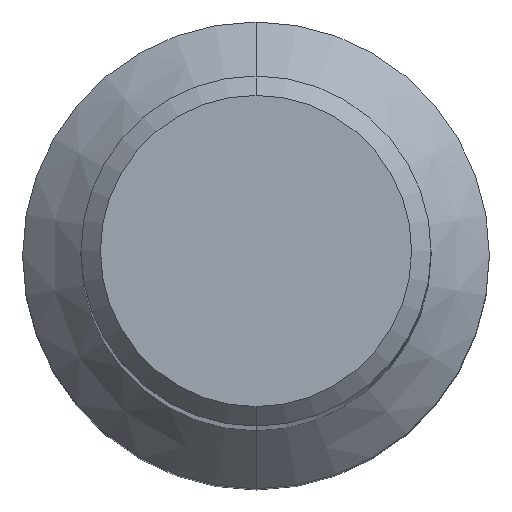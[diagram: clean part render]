
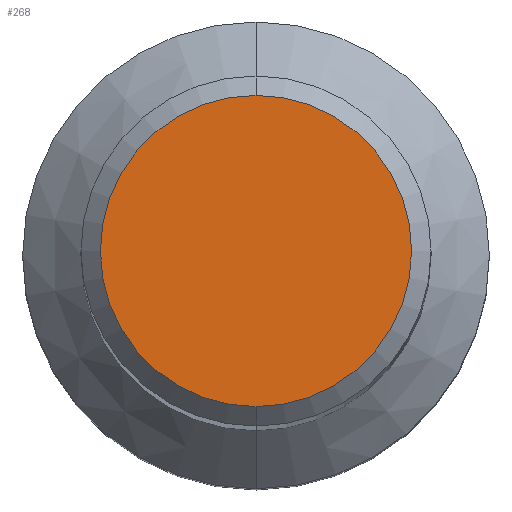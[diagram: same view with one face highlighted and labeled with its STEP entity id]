
A CAD part, top view. The second image highlights one B-rep face of the part: STEP entity #268.
In plain terms, the highlighted planar face has unit normal (0, 0, 1).
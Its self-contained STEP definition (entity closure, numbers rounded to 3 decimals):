
#136=EDGE_CURVE('',#286,#150,#356,.T.);
#150=VERTEX_POINT('',#372);
#268=ADVANCED_FACE('',(#504),#505,.T.);
#286=VERTEX_POINT('',#525);
#326=EDGE_CURVE('',#150,#286,#570,.T.);
#356=CIRCLE('',#593,4.0);
#372=CARTESIAN_POINT('',(0.0,4.0,0.0));
#504=FACE_OUTER_BOUND('',#781,.T.);
#505=PLANE('',#782);
#525=CARTESIAN_POINT('',(0.,-4.0,0.0));
#570=CIRCLE('',#869,4.0);
#593=AXIS2_PLACEMENT_3D('',#890,#891,#892);
#781=EDGE_LOOP('',(#1072,#1073));
#782=AXIS2_PLACEMENT_3D('',#1074,#1075,#1076);
#869=AXIS2_PLACEMENT_3D('',#1156,#1157,#1158);
#890=CARTESIAN_POINT('',(0.0,0.0,0.0));
#891=DIRECTION('',(0.0,0.0,-1.0));
#892=DIRECTION('',(0.0,1.0,0.0));
#1072=ORIENTED_EDGE('',*,*,#326,.F.);
#1073=ORIENTED_EDGE('',*,*,#136,.F.);
#1074=CARTESIAN_POINT('',(0.0,2.0,0.0));
#1075=DIRECTION('',(-0.0,0.0,1.0));
#1076=DIRECTION('',(0.0,-1.0,0.0));
#1156=CARTESIAN_POINT('',(0.0,0.0,0.0));
#1157=DIRECTION('',(0.0,0.0,-1.0));
#1158=DIRECTION('',(0.0,1.0,0.0));
